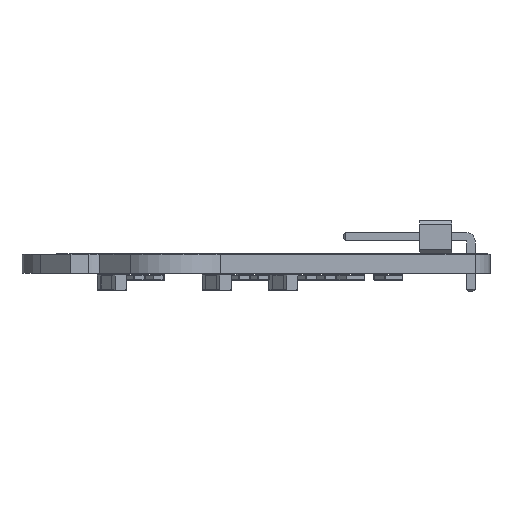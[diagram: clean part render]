
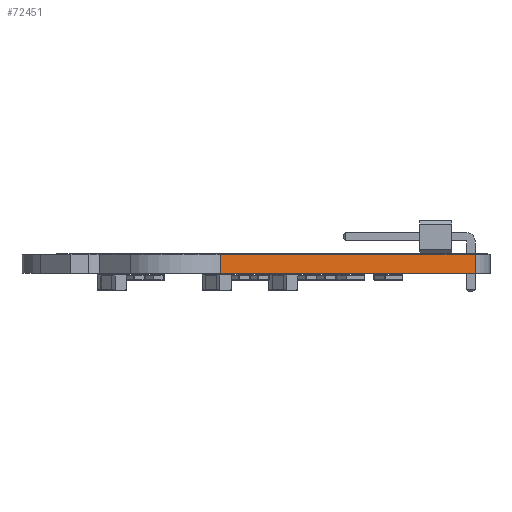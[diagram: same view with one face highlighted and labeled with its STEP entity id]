
A CAD part, front view. The second image highlights one B-rep face of the part: STEP entity #72451.
In plain terms, the highlighted planar face has unit normal (0.707, -0.707, 0).
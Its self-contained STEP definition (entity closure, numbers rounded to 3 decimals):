
#70399 = VERTEX_POINT('',#70400);
#70400 = CARTESIAN_POINT('',(-2.803,-42.374,0.));
#70407 = EDGE_CURVE('',#70408,#70399,#70410,.T.);
#70408 = VERTEX_POINT('',#70409);
#70409 = CARTESIAN_POINT('',(17.238,-22.333,0.));
#70410 = LINE('',#70411,#70412);
#70411 = CARTESIAN_POINT('',(17.238,-22.333,0.));
#70412 = VECTOR('',#70413,1.);
#70413 = DIRECTION('',(-0.707,-0.707,0.));
#71398 = VERTEX_POINT('',#71399);
#71399 = CARTESIAN_POINT('',(-2.803,-42.374,1.51));
#71406 = EDGE_CURVE('',#71407,#71398,#71409,.T.);
#71407 = VERTEX_POINT('',#71408);
#71408 = CARTESIAN_POINT('',(17.238,-22.333,1.51));
#71409 = LINE('',#71410,#71411);
#71410 = CARTESIAN_POINT('',(17.238,-22.333,1.51));
#71411 = VECTOR('',#71412,1.);
#71412 = DIRECTION('',(-0.707,-0.707,0.));
#72423 = EDGE_CURVE('',#70408,#71407,#72424,.T.);
#72424 = LINE('',#72425,#72426);
#72425 = CARTESIAN_POINT('',(17.238,-22.333,0.));
#72426 = VECTOR('',#72427,1.);
#72427 = DIRECTION('',(0.,0.,1.));
#72451 = ADVANCED_FACE('',(#72452),#72463,.T.);
#72452 = FACE_BOUND('',#72453,.T.);
#72453 = EDGE_LOOP('',(#72454,#72455,#72456,#72462));
#72454 = ORIENTED_EDGE('',*,*,#72423,.T.);
#72455 = ORIENTED_EDGE('',*,*,#71406,.T.);
#72456 = ORIENTED_EDGE('',*,*,#72457,.F.);
#72457 = EDGE_CURVE('',#70399,#71398,#72458,.T.);
#72458 = LINE('',#72459,#72460);
#72459 = CARTESIAN_POINT('',(-2.803,-42.374,0.));
#72460 = VECTOR('',#72461,1.);
#72461 = DIRECTION('',(0.,0.,1.));
#72462 = ORIENTED_EDGE('',*,*,#70407,.F.);
#72463 = PLANE('',#72464);
#72464 = AXIS2_PLACEMENT_3D('',#72465,#72466,#72467);
#72465 = CARTESIAN_POINT('',(17.238,-22.333,0.));
#72466 = DIRECTION('',(0.707,-0.707,0.));
#72467 = DIRECTION('',(-0.707,-0.707,0.));
